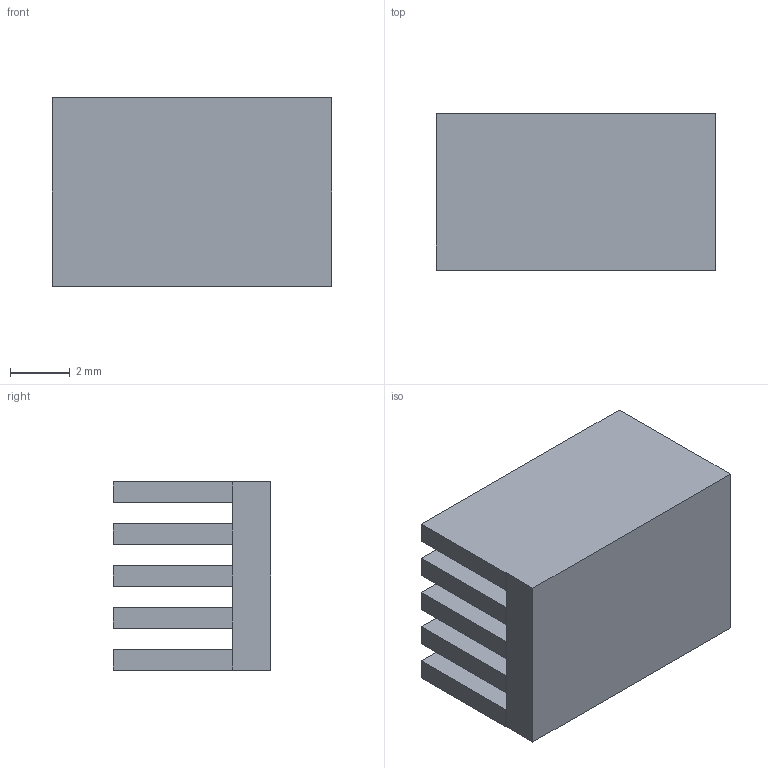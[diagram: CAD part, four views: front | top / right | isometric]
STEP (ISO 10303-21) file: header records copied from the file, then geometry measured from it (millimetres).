
FILE_DESCRIPTION(/* description */ (''),/* implementation_level */ '2;1');
FILE_NAME(/* name */ 'OPAMP_HS_1_F.step',/* time_stamp */ '2022-01-02T20:21:37+02:00',/* author */ (''),/* organization */ (''),/* preprocessor_version */ 'ST-DEVELOPER v18.1',/* originating_system */ 'Autodesk Translation Framework v10.10.0.1391',/* authorisation */ '');
FILE_SCHEMA (('AUTOMOTIVE_DESIGN { 1 0 10303 214 3 1 1 }'));
Length unit declared in the file: millimetre
Products named in the file (2): HS_1_OPAMP; Component1
Assembly tree (1 placements, depth 2):
  HS_1_OPAMP
    Component1
Bounding box: 9.36 x 5.26 x 6.3 mm (x, y, z)
Volume: 205.6 mm3; surface area: 558.7 mm2
Topology: 1 solids, 1 shells, 34 faces, 96 edges, 64 vertices
Faces by surface type: plane 34
Entity records: 1140 total; most frequent: CARTESIAN_POINT 197, ORIENTED_EDGE 192, DIRECTION 170, LINE 96, VECTOR 96, EDGE_CURVE 96, VERTEX_POINT 64, AXIS2_PLACEMENT_3D 37
